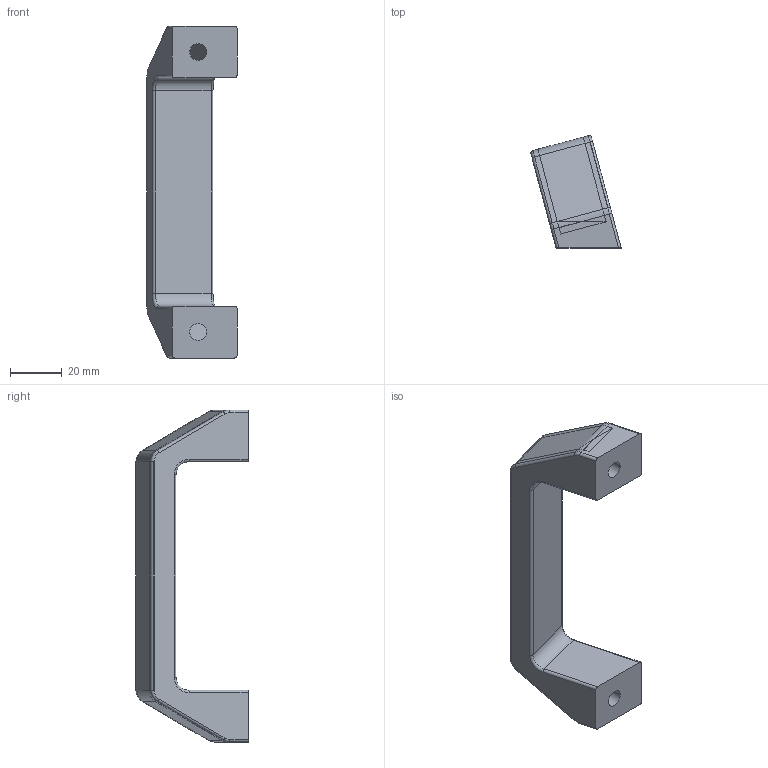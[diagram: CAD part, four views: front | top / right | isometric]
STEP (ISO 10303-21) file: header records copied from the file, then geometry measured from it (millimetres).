
FILE_DESCRIPTION (( 'STEP AP203' ), '1' );
FILE_NAME ('084.505.001.STEP', '2013-01-28T10:26:00', ( 'Alusic' ), ( 'Alusic' ), 'SwSTEP 2.0', 'SolidWorks 2011', '' );
FILE_SCHEMA (( 'CONFIG_CONTROL_DESIGN' ));
Length unit declared in the file: millimetre
Products named in the file (1): 084.505.001
Bounding box: 34.76 x 43.27 x 128 mm (x, y, z)
Volume: 35370.3 mm3; surface area: 21714.6 mm2
Topology: 2 solids, 2 shells, 92 faces, 240 edges, 152 vertices
Faces by surface type: cylinder 44, plane 36, torus 12
Entity records: 2907 total; most frequent: CARTESIAN_POINT 515, DIRECTION 508, ORIENTED_EDGE 480, EDGE_CURVE 240, AXIS2_PLACEMENT_3D 185, VERTEX_POINT 152, VECTOR 138, LINE 138
